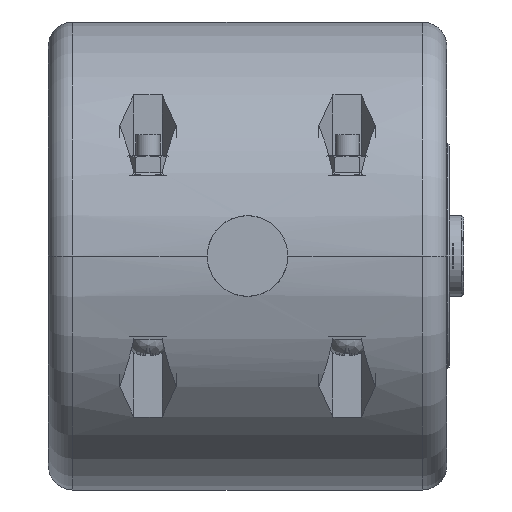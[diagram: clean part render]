
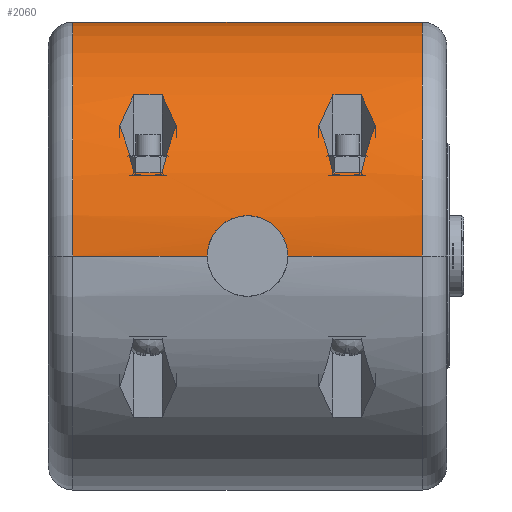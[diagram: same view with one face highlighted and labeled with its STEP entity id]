
A CAD part, front view. The second image highlights one B-rep face of the part: STEP entity #2060.
In plain terms, the highlighted cylindrical face has radius 29 mm (diameter 58 mm), a partial arc.
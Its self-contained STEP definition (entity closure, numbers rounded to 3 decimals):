
#87=CARTESIAN_POINT('',(-5.,412.725,0.));
#88=CARTESIAN_POINT('',(-5.,412.725,0.4));
#89=CARTESIAN_POINT('',(-4.904,412.742,1.201));
#90=CARTESIAN_POINT('',(-4.475,412.813,2.339));
#91=CARTESIAN_POINT('',(-3.781,412.914,3.347));
#92=CARTESIAN_POINT('',(-2.863,413.022,4.159));
#93=CARTESIAN_POINT('',(-1.782,413.111,4.724));
#94=CARTESIAN_POINT('',(-0.604,413.162,5.012));
#95=CARTESIAN_POINT('',(0.604,413.162,5.012));
#96=CARTESIAN_POINT('',(1.782,413.111,4.724));
#97=CARTESIAN_POINT('',(2.863,413.022,4.159));
#98=CARTESIAN_POINT('',(3.781,412.914,3.347));
#99=CARTESIAN_POINT('',(4.475,412.813,2.339));
#100=CARTESIAN_POINT('',(4.904,412.742,1.201));
#101=CARTESIAN_POINT('',(5.,412.725,0.4));
#102=CARTESIAN_POINT('',(5.,412.725,0.));
#524=DIRECTION('',(-1.,0.,0.));
#525=VECTOR('',#524,16.678);
#526=CARTESIAN_POINT('',(-5.,412.725,0.));
#527=LINE('',#526,#525);
#528=CARTESIAN_POINT('',(-21.678,441.725,0.));
#529=DIRECTION('',(-1.,0.,0.));
#530=DIRECTION('',(0.,-1.,0.));
#531=AXIS2_PLACEMENT_3D('',#528,#529,#530);
#533=CARTESIAN_POINT('',(21.678,441.725,0.));
#534=DIRECTION('',(1.,0.,0.));
#535=DIRECTION('',(0.,0.,1.));
#536=AXIS2_PLACEMENT_3D('',#533,#534,#535);
#538=DIRECTION('',(-1.,0.,0.));
#539=VECTOR('',#538,16.678);
#540=CARTESIAN_POINT('',(21.678,412.725,0.));
#541=LINE('',#540,#539);
#542=CARTESIAN_POINT('',(14.089,414.629,10.334));
#543=CARTESIAN_POINT('',(14.55,415.428,12.429));
#544=CARTESIAN_POINT('',(15.137,416.444,14.374));
#545=CARTESIAN_POINT('',(15.839,417.66,16.182));
#547=CARTESIAN_POINT('',(15.839,417.66,16.182));
#548=CARTESIAN_POINT('',(15.31,418.576,17.544));
#549=CARTESIAN_POINT('',(14.726,419.588,18.802));
#550=CARTESIAN_POINT('',(14.089,420.691,19.964));
#552=DIRECTION('',(-1.,0.,0.));
#553=VECTOR('',#552,3.5);
#554=CARTESIAN_POINT('',(14.089,420.691,19.964));
#555=LINE('',#554,#553);
#556=CARTESIAN_POINT('',(8.839,417.66,16.182));
#557=CARTESIAN_POINT('',(9.368,418.576,17.544));
#558=CARTESIAN_POINT('',(9.952,419.588,18.802));
#559=CARTESIAN_POINT('',(10.589,420.691,19.964));
#561=CARTESIAN_POINT('',(10.589,414.629,10.334));
#562=CARTESIAN_POINT('',(10.128,415.428,12.429));
#563=CARTESIAN_POINT('',(9.541,416.444,14.374));
#564=CARTESIAN_POINT('',(8.839,417.66,16.182));
#566=DIRECTION('',(-1.,0.,0.));
#567=VECTOR('',#566,3.5);
#568=CARTESIAN_POINT('',(14.089,414.629,10.334));
#569=LINE('',#568,#567);
#570=CARTESIAN_POINT('',(-15.839,417.66,16.182));
#571=CARTESIAN_POINT('',(-15.31,418.576,17.544));
#572=CARTESIAN_POINT('',(-14.726,419.588,18.802));
#573=CARTESIAN_POINT('',(-14.089,420.691,19.964));
#575=CARTESIAN_POINT('',(-14.089,414.629,10.334));
#576=CARTESIAN_POINT('',(-14.55,415.428,12.429));
#577=CARTESIAN_POINT('',(-15.137,416.444,14.374));
#578=CARTESIAN_POINT('',(-15.839,417.66,16.182));
#580=DIRECTION('',(-1.,0.,0.));
#581=VECTOR('',#580,3.5);
#582=CARTESIAN_POINT('',(-10.589,414.629,10.334));
#583=LINE('',#582,#581);
#584=CARTESIAN_POINT('',(-10.589,414.629,10.334));
#585=CARTESIAN_POINT('',(-10.128,415.428,12.429));
#586=CARTESIAN_POINT('',(-9.541,416.444,14.374));
#587=CARTESIAN_POINT('',(-8.839,417.66,16.182));
#589=CARTESIAN_POINT('',(-8.839,417.66,16.182));
#590=CARTESIAN_POINT('',(-9.368,418.576,17.544));
#591=CARTESIAN_POINT('',(-9.952,419.588,18.802));
#592=CARTESIAN_POINT('',(-10.589,420.691,19.964));
#594=DIRECTION('',(-1.,0.,0.));
#595=VECTOR('',#594,3.5);
#596=CARTESIAN_POINT('',(-10.589,420.691,19.964));
#597=LINE('',#596,#595);
#756=DIRECTION('',(-1.,0.,0.));
#757=VECTOR('',#756,43.355);
#758=CARTESIAN_POINT('',(21.678,441.725,29.));
#759=LINE('',#758,#757);
#1103=CARTESIAN_POINT('',(-21.678,441.725,29.));
#1104=VERTEX_POINT('',#1103);
#1105=CARTESIAN_POINT('',(-21.678,412.725,0.));
#1107=VERTEX_POINT('',#1105);
#1110=CARTESIAN_POINT('',(21.678,412.725,0.));
#1112=VERTEX_POINT('',#1110);
#1113=CARTESIAN_POINT('',(21.678,441.725,29.));
#1114=VERTEX_POINT('',#1113);
#1227=CARTESIAN_POINT('',(5.,412.725,0.));
#1229=VERTEX_POINT('',#1227);
#1231=CARTESIAN_POINT('',(-5.,412.725,0.));
#1233=VERTEX_POINT('',#1231);
#1271=VERTEX_POINT('',#542);
#1272=VERTEX_POINT('',#545);
#1273=CARTESIAN_POINT('',(10.589,414.629,10.334));
#1274=VERTEX_POINT('',#1273);
#1275=VERTEX_POINT('',#564);
#1276=VERTEX_POINT('',#559);
#1277=CARTESIAN_POINT('',(14.089,420.691,19.964));
#1278=VERTEX_POINT('',#1277);
#1279=VERTEX_POINT('',#570);
#1280=VERTEX_POINT('',#573);
#1281=CARTESIAN_POINT('',(-10.589,420.691,19.964));
#1282=VERTEX_POINT('',#1281);
#1283=VERTEX_POINT('',#589);
#1284=VERTEX_POINT('',#584);
#1285=CARTESIAN_POINT('',(-14.089,414.629,10.334));
#1286=VERTEX_POINT('',#1285);
#2016=CARTESIAN_POINT('',(-20.778,441.725,0.));
#2017=DIRECTION('',(-1.,0.,0.));
#2018=DIRECTION('',(0.,0.,1.));
#2019=AXIS2_PLACEMENT_3D('',#2016,#2017,#2018);
#2020=CYLINDRICAL_SURFACE('',#2019,29.);
#2021=ORIENTED_EDGE('',*,*,#1426,.F.);
#2022=ORIENTED_EDGE('',*,*,#2005,.T.);
#2024=ORIENTED_EDGE('',*,*,#2023,.T.);
#2026=ORIENTED_EDGE('',*,*,#2025,.F.);
#2028=ORIENTED_EDGE('',*,*,#2027,.T.);
#2029=ORIENTED_EDGE('',*,*,#1972,.T.);
#2030=EDGE_LOOP('',(#2021,#2022,#2024,#2026,#2028,#2029));
#2031=FACE_OUTER_BOUND('',#2030,.F.);
#2033=ORIENTED_EDGE('',*,*,#2032,.T.);
#2035=ORIENTED_EDGE('',*,*,#2034,.T.);
#2037=ORIENTED_EDGE('',*,*,#2036,.T.);
#2039=ORIENTED_EDGE('',*,*,#2038,.F.);
#2041=ORIENTED_EDGE('',*,*,#2040,.F.);
#2043=ORIENTED_EDGE('',*,*,#2042,.F.);
#2044=EDGE_LOOP('',(#2033,#2035,#2037,#2039,#2041,#2043));
#2045=FACE_BOUND('',#2044,.F.);
#2047=ORIENTED_EDGE('',*,*,#2046,.F.);
#2049=ORIENTED_EDGE('',*,*,#2048,.F.);
#2051=ORIENTED_EDGE('',*,*,#2050,.F.);
#2053=ORIENTED_EDGE('',*,*,#2052,.T.);
#2055=ORIENTED_EDGE('',*,*,#2054,.T.);
#2057=ORIENTED_EDGE('',*,*,#2056,.T.);
#2058=EDGE_LOOP('',(#2047,#2049,#2051,#2053,#2055,#2057));
#2059=FACE_BOUND('',#2058,.F.);
#2060=ADVANCED_FACE('',(#2031,#2045,#2059),#2020,.T.);
#103=B_SPLINE_CURVE_WITH_KNOTS('',3,(#87,#88,#89,#90,#91,#92,#93,#94,#95,#96,
#97,#98,#99,#100,#101,#102),.UNSPECIFIED.,.F.,.F.,(4,1,1,1,1,1,1,1,1,1,1,1,1,4),
(0.,0.077,0.154,0.231,0.308,
0.385,0.462,0.538,0.615,
0.692,0.769,0.846,0.923,1.),
.UNSPECIFIED.);
#532=CIRCLE('',#531,29.);
#537=CIRCLE('',#536,29.);
#546=B_SPLINE_CURVE_WITH_KNOTS('',3,(#542,#543,#544,#545),.UNSPECIFIED.,.F.,.F.,
(4,4),(0.,1.),.UNSPECIFIED.);
#551=B_SPLINE_CURVE_WITH_KNOTS('',3,(#547,#548,#549,#550),.UNSPECIFIED.,.F.,.F.,
(4,4),(0.,1.),.UNSPECIFIED.);
#560=B_SPLINE_CURVE_WITH_KNOTS('',3,(#556,#557,#558,#559),.UNSPECIFIED.,.F.,.F.,
(4,4),(0.,1.),.UNSPECIFIED.);
#565=B_SPLINE_CURVE_WITH_KNOTS('',3,(#561,#562,#563,#564),.UNSPECIFIED.,.F.,.F.,
(4,4),(0.,1.),.UNSPECIFIED.);
#574=B_SPLINE_CURVE_WITH_KNOTS('',3,(#570,#571,#572,#573),.UNSPECIFIED.,.F.,.F.,
(4,4),(0.,1.),.UNSPECIFIED.);
#579=B_SPLINE_CURVE_WITH_KNOTS('',3,(#575,#576,#577,#578),.UNSPECIFIED.,.F.,.F.,
(4,4),(0.,1.),.UNSPECIFIED.);
#588=B_SPLINE_CURVE_WITH_KNOTS('',3,(#584,#585,#586,#587),.UNSPECIFIED.,.F.,.F.,
(4,4),(0.,1.),.UNSPECIFIED.);
#593=B_SPLINE_CURVE_WITH_KNOTS('',3,(#589,#590,#591,#592),.UNSPECIFIED.,.F.,.F.,
(4,4),(0.,1.),.UNSPECIFIED.);
#1426=EDGE_CURVE('',#1233,#1229,#103,.T.);
#1972=EDGE_CURVE('',#1112,#1229,#541,.T.);
#2005=EDGE_CURVE('',#1233,#1107,#527,.T.);
#2023=EDGE_CURVE('',#1107,#1104,#532,.T.);
#2025=EDGE_CURVE('',#1114,#1104,#759,.T.);
#2027=EDGE_CURVE('',#1114,#1112,#537,.T.);
#2032=EDGE_CURVE('',#1271,#1272,#546,.T.);
#2034=EDGE_CURVE('',#1272,#1278,#551,.T.);
#2036=EDGE_CURVE('',#1278,#1276,#555,.T.);
#2038=EDGE_CURVE('',#1275,#1276,#560,.T.);
#2040=EDGE_CURVE('',#1274,#1275,#565,.T.);
#2042=EDGE_CURVE('',#1271,#1274,#569,.T.);
#2046=EDGE_CURVE('',#1279,#1280,#574,.T.);
#2048=EDGE_CURVE('',#1286,#1279,#579,.T.);
#2050=EDGE_CURVE('',#1284,#1286,#583,.T.);
#2052=EDGE_CURVE('',#1284,#1283,#588,.T.);
#2054=EDGE_CURVE('',#1283,#1282,#593,.T.);
#2056=EDGE_CURVE('',#1282,#1280,#597,.T.);
